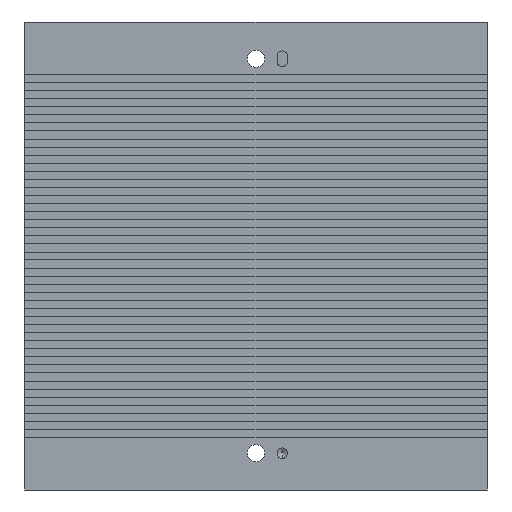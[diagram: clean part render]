
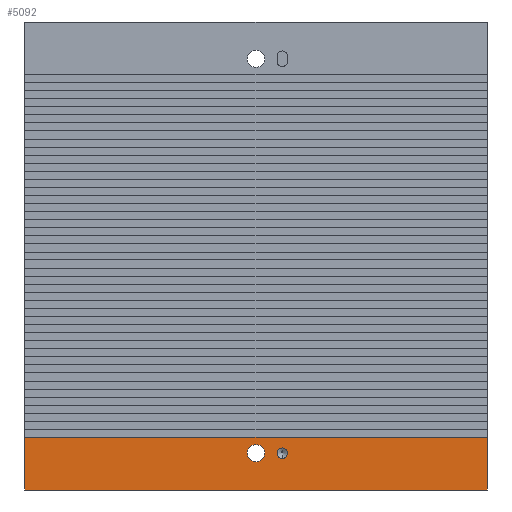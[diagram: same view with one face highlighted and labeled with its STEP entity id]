
A CAD part, front view. The second image highlights one B-rep face of the part: STEP entity #5092.
In plain terms, the highlighted planar face has unit normal (0, -1, 0).
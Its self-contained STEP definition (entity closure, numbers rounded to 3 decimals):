
#27 = CARTESIAN_POINT ( 'NONE',  ( 72.252, 0., 528.725 ) ) ;
#31 = AXIS2_PLACEMENT_3D ( 'NONE', #2458, #1683, #435 ) ;
#98 = DIRECTION ( 'NONE',  ( 0., 0., -1. ) ) ;
#126 = ORIENTED_EDGE ( 'NONE', *, *, #1982, .F. ) ;
#152 = EDGE_LOOP ( 'NONE', ( #2970, #3746, #2267, #893 ) ) ;
#205 = CIRCLE ( 'NONE', #3956, 2. ) ;
#206 = VERTEX_POINT ( 'NONE', #3335 ) ;
#267 = FACE_OUTER_BOUND ( 'NONE', #152, .T. ) ;
#435 = DIRECTION ( 'NONE',  ( 0., 0., 1. ) ) ;
#456 = LINE ( 'NONE', #27, #1048 ) ;
#654 = VERTEX_POINT ( 'NONE', #3824 ) ;
#694 = CARTESIAN_POINT ( 'NONE',  ( 1122.053, 0., 45.053 ) ) ;
#734 = CARTESIAN_POINT ( 'NONE',  ( 72.252, 0., 350.725 ) ) ;
#755 = CARTESIAN_POINT ( 'NONE',  ( -103.748, 0., 350.725 ) ) ;
#842 = ORIENTED_EDGE ( 'NONE', *, *, #3078, .F. ) ;
#850 = LINE ( 'NONE', #4158, #1579 ) ;
#872 = VECTOR ( 'NONE', #4005, 1000. ) ;
#893 = ORIENTED_EDGE ( 'NONE', *, *, #3932, .T. ) ;
#903 = AXIS2_PLACEMENT_3D ( 'NONE', #694, #4804, #5232 ) ;
#922 = DIRECTION ( 'NONE',  ( 1., 0., 0. ) ) ;
#944 = VERTEX_POINT ( 'NONE', #4810 ) ;
#998 = EDGE_CURVE ( 'NONE', #4545, #1750, #4837, .T. ) ;
#1015 = VERTEX_POINT ( 'NONE', #4586 ) ;
#1048 = VECTOR ( 'NONE', #4918, 1000. ) ;
#1223 = EDGE_LOOP ( 'NONE', ( #842, #126 ) ) ;
#1330 = DIRECTION ( 'NONE',  ( 0., 1., 0. ) ) ;
#1485 = VERTEX_POINT ( 'NONE', #734 ) ;
#1579 = VECTOR ( 'NONE', #98, 1000. ) ;
#1638 = CARTESIAN_POINT ( 'NONE',  ( -15.748, 0., 368.025 ) ) ;
#1683 = DIRECTION ( 'NONE',  ( 0., 1., 0. ) ) ;
#1750 = VERTEX_POINT ( 'NONE', #3504 ) ;
#1982 = EDGE_CURVE ( 'NONE', #944, #654, #2577, .T. ) ;
#2022 = EDGE_CURVE ( 'NONE', #1485, #1015, #456, .T. ) ;
#2152 = DIRECTION ( 'NONE',  ( 0., 0., 1. ) ) ;
#2267 = ORIENTED_EDGE ( 'NONE', *, *, #3676, .T. ) ;
#2307 = EDGE_CURVE ( 'NONE', #1015, #206, #3522, .T. ) ;
#2314 = EDGE_LOOP ( 'NONE', ( #5110, #3671 ) ) ;
#2335 = CIRCLE ( 'NONE', #31, 3.3 ) ;
#2458 = CARTESIAN_POINT ( 'NONE',  ( -15.748, 0., 364.725 ) ) ;
#2520 = AXIS2_PLACEMENT_3D ( 'NONE', #3732, #1330, #2152 ) ;
#2577 = CIRCLE ( 'NONE', #3095, 2. ) ;
#2613 = LINE ( 'NONE', #5126, #2932 ) ;
#2804 = CARTESIAN_POINT ( 'NONE',  ( -5.748, 0., 364.725 ) ) ;
#2927 = DIRECTION ( 'NONE',  ( 0., -1., 0. ) ) ;
#2932 = VECTOR ( 'NONE', #922, 1000. ) ;
#2970 = ORIENTED_EDGE ( 'NONE', *, *, #2022, .T. ) ;
#3078 = EDGE_CURVE ( 'NONE', #654, #944, #205, .T. ) ;
#3095 = AXIS2_PLACEMENT_3D ( 'NONE', #3329, #2927, #4535 ) ;
#3171 = FACE_BOUND ( 'NONE', #1223, .T. ) ;
#3286 = EDGE_CURVE ( 'NONE', #1750, #4545, #2335, .T. ) ;
#3329 = CARTESIAN_POINT ( 'NONE',  ( -5.748, 0., 364.725 ) ) ;
#3335 = CARTESIAN_POINT ( 'NONE',  ( -103.748, 0., 370.725 ) ) ;
#3476 = VERTEX_POINT ( 'NONE', #755 ) ;
#3504 = CARTESIAN_POINT ( 'NONE',  ( -15.748, 0., 361.425 ) ) ;
#3522 = LINE ( 'NONE', #4807, #872 ) ;
#3563 = DIRECTION ( 'NONE',  ( 0., 0., -1. ) ) ;
#3671 = ORIENTED_EDGE ( 'NONE', *, *, #3286, .T. ) ;
#3676 = EDGE_CURVE ( 'NONE', #206, #3476, #850, .T. ) ;
#3732 = CARTESIAN_POINT ( 'NONE',  ( -15.748, 0., 364.725 ) ) ;
#3746 = ORIENTED_EDGE ( 'NONE', *, *, #2307, .T. ) ;
#3824 = CARTESIAN_POINT ( 'NONE',  ( -5.748, 0., 362.725 ) ) ;
#3932 = EDGE_CURVE ( 'NONE', #3476, #1485, #2613, .T. ) ;
#3956 = AXIS2_PLACEMENT_3D ( 'NONE', #2804, #4440, #3563 ) ;
#4005 = DIRECTION ( 'NONE',  ( -1., 0., 0. ) ) ;
#4158 = CARTESIAN_POINT ( 'NONE',  ( -103.748, 0., 528.725 ) ) ;
#4342 = FACE_BOUND ( 'NONE', #2314, .T. ) ;
#4428 = PLANE ( 'NONE',  #903 ) ;
#4440 = DIRECTION ( 'NONE',  ( 0., -1., 0. ) ) ;
#4535 = DIRECTION ( 'NONE',  ( 0., 0., -1. ) ) ;
#4545 = VERTEX_POINT ( 'NONE', #1638 ) ;
#4586 = CARTESIAN_POINT ( 'NONE',  ( 72.252, 0., 370.725 ) ) ;
#4804 = DIRECTION ( 'NONE',  ( 0., 1., 0. ) ) ;
#4807 = CARTESIAN_POINT ( 'NONE',  ( 72.252, 0., 370.725 ) ) ;
#4810 = CARTESIAN_POINT ( 'NONE',  ( -5.748, 0., 366.725 ) ) ;
#4837 = CIRCLE ( 'NONE', #2520, 3.3 ) ;
#4918 = DIRECTION ( 'NONE',  ( 0., 0., 1. ) ) ;
#5092 = ADVANCED_FACE ( 'NONE', ( #3171, #4342, #267 ), #4428, .F. ) ;
#5110 = ORIENTED_EDGE ( 'NONE', *, *, #998, .T. ) ;
#5126 = CARTESIAN_POINT ( 'NONE',  ( 72.252, 0., 350.725 ) ) ;
#5232 = DIRECTION ( 'NONE',  ( 0., 0., 1. ) ) ;
